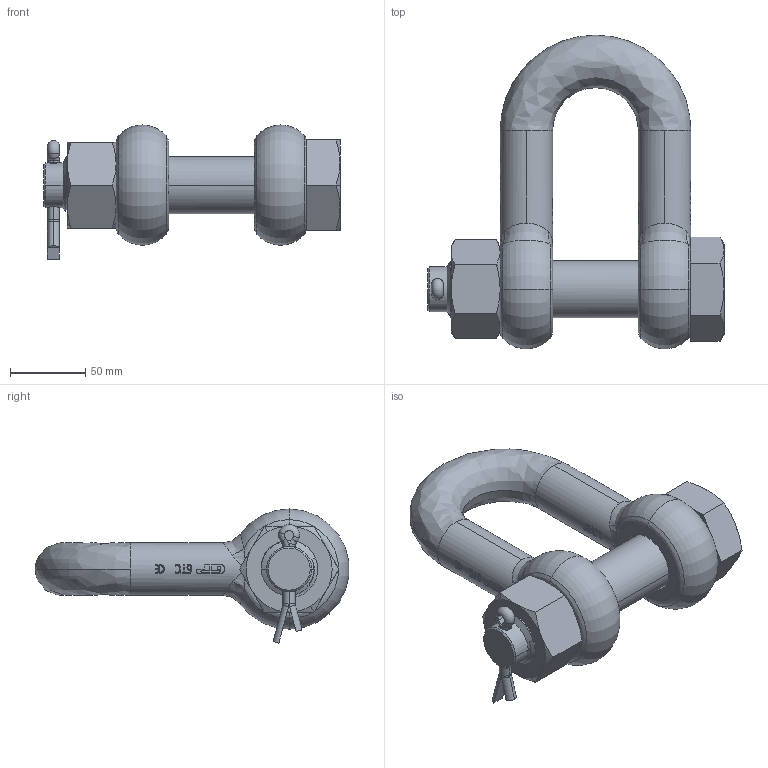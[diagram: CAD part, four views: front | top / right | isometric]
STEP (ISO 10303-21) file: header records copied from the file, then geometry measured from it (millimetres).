
FILE_DESCRIPTION(('STEP AP214'),'1');
FILE_NAME('gpgdmb35.stp','2017-03-31T06:11:47',('TraceParts'),('TraceParts S.A.'),'Spatial InterOp 3D',' ',' ');
FILE_SCHEMA(('automotive_design'));
Length unit declared in the file: millimetre
Products named in the file (4): gpgdmb35_1; gpgdmb35_2; gpgdmb35_3; gpgdmb35_4
Bounding box: 197 x 208.71 x 89.22 mm (x, y, z)
Volume: 806315.1 mm3; surface area: 117562.4 mm2
Topology: 4 solids, 4 shells, 833 faces, 2283 edges, 1500 vertices
Faces by surface type: bspline 375, plane 301, cylinder 118, cone 28, torus 11
Entity records: 43746 total; most frequent: CARTESIAN_POINT 25357, ORIENTED_EDGE 4550, DIRECTION 2546, EDGE_CURVE 2275, VERTEX_POINT 1500, LINE 1052, VECTOR 1052, B_SPLINE_CURVE_WITH_KNOTS 894
